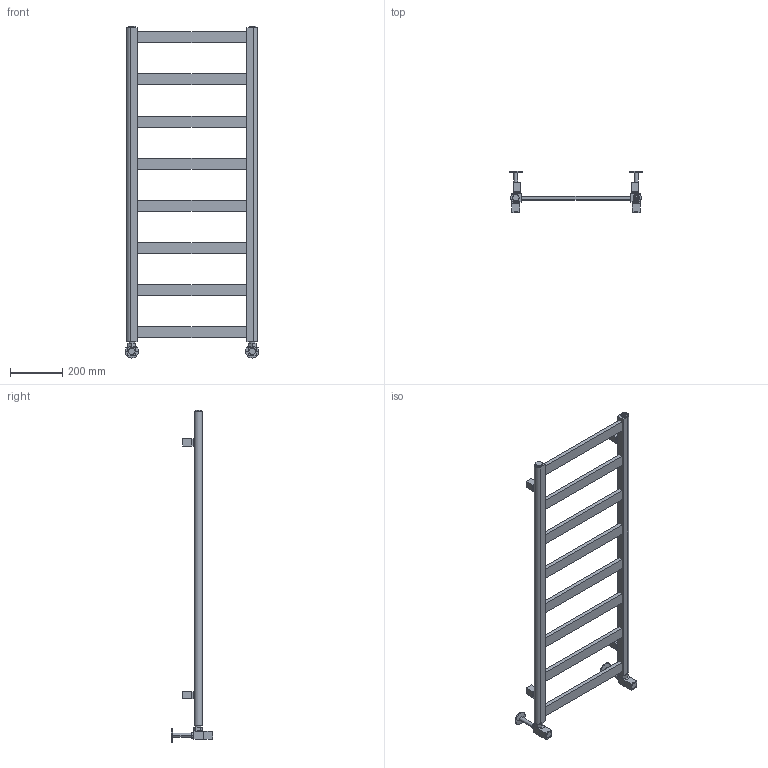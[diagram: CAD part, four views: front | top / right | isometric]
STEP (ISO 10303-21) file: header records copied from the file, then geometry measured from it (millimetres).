
FILE_DESCRIPTION (( 'STEP AP203' ), '1' );
FILE_NAME ('R13039-1200x500.STEP', '2016-10-30T04:36:47', ( 'USER-' ), ( 'MS' ), 'SwSTEP 2.0', 'SolidWorks 2010', '' );
FILE_SCHEMA (( 'CONFIG_CONTROL_DESIGN' ));
Length unit declared in the file: millimetre
Products named in the file (8): 變瑞; R09盓創諉芛; 佪黑; 源倛褒概; R09盓創菁釱; 翋奪; 盓奪; R13039-1200x500
Assembly tree (22 placements, depth 2):
  R13039-1200x500
    盓奪  x8
    翋奪  x2
    R09盓創諉芛  x4
    源倛褒概  x2
    R09盓創菁釱  x4
    變瑞
    佪黑
Bounding box: 511 x 156.8 x 1268 mm (x, y, z)
Volume: 5153160.3 mm3; surface area: 814028.3 mm2
Topology: 24 solids, 24 shells, 250 faces, 536 edges, 352 vertices
Faces by surface type: plane 188, cylinder 48, cone 14
Entity records: 4414 total; most frequent: DIRECTION 588, CARTESIAN_POINT 581, ORIENTED_EDGE 492, EDGE_CURVE 246, AXIS2_PLACEMENT_3D 213, VERTEX_POINT 162, LINE 162, VECTOR 162
